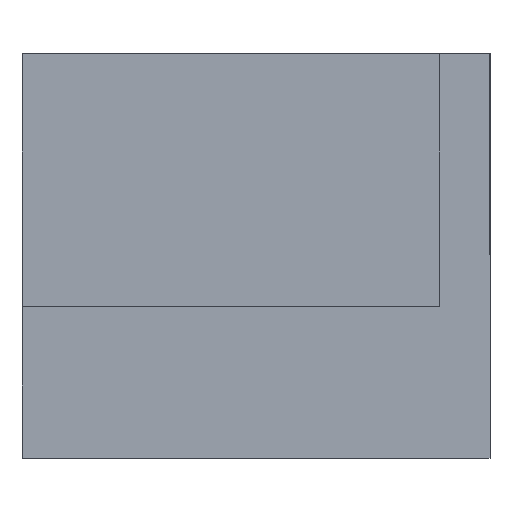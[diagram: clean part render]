
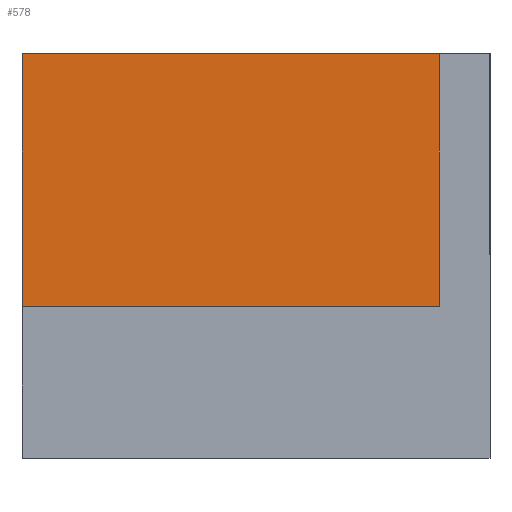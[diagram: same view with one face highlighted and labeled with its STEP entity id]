
A CAD part, left-side view. The second image highlights one B-rep face of the part: STEP entity #578.
In plain terms, the highlighted planar face has unit normal (-1, 0, 0).
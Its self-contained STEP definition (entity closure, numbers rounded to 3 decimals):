
#65=FACE_OUTER_BOUND('',#101,.T.);
#101=EDGE_LOOP('',(#451,#452,#453,#454));
#144=LINE('',#874,#207);
#160=LINE('',#911,#223);
#162=LINE('',#919,#225);
#163=LINE('',#920,#226);
#207=VECTOR('',#705,10.);
#223=VECTOR('',#737,10.);
#225=VECTOR('',#745,10.);
#226=VECTOR('',#746,10.);
#269=VERTEX_POINT('',#871);
#270=VERTEX_POINT('',#873);
#283=VERTEX_POINT('',#910);
#286=VERTEX_POINT('',#918);
#328=EDGE_CURVE('',#270,#269,#144,.T.);
#347=EDGE_CURVE('',#270,#283,#160,.T.);
#351=EDGE_CURVE('',#286,#269,#162,.T.);
#352=EDGE_CURVE('',#286,#283,#163,.T.);
#451=ORIENTED_EDGE('',*,*,#328,.T.);
#452=ORIENTED_EDGE('',*,*,#351,.F.);
#453=ORIENTED_EDGE('',*,*,#352,.T.);
#454=ORIENTED_EDGE('',*,*,#347,.F.);
#557=PLANE('',#636);
#578=ADVANCED_FACE('',(#65),#557,.F.);
#636=AXIS2_PLACEMENT_3D('',#917,#743,#744);
#705=DIRECTION('',(0.,1.,0.));
#737=DIRECTION('',(0.,0.,-1.));
#743=DIRECTION('center_axis',(1.,0.,0.));
#744=DIRECTION('ref_axis',(0.,0.,-1.));
#745=DIRECTION('',(0.,0.,1.));
#746=DIRECTION('',(0.,-1.,0.));
#871=CARTESIAN_POINT('',(17.65,18.5,14.));
#873=CARTESIAN_POINT('',(17.65,2.,14.));
#874=CARTESIAN_POINT('',(17.65,8.25,14.));
#910=CARTESIAN_POINT('',(17.65,2.,4.));
#911=CARTESIAN_POINT('',(17.65,2.,4.));
#917=CARTESIAN_POINT('Origin',(17.65,7.25,9.));
#918=CARTESIAN_POINT('',(17.65,18.5,4.));
#919=CARTESIAN_POINT('',(17.65,18.5,4.));
#920=CARTESIAN_POINT('',(17.65,9.875,4.));
